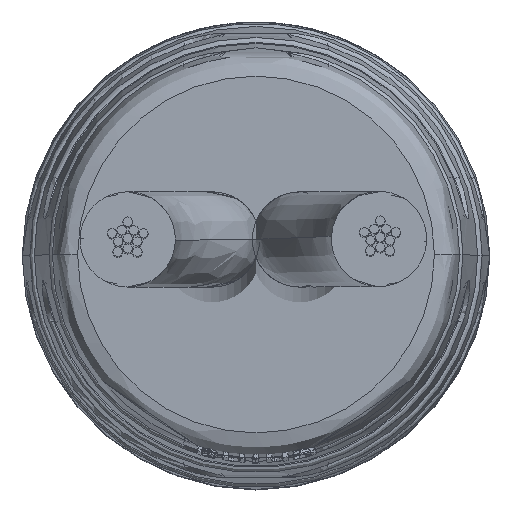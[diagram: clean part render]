
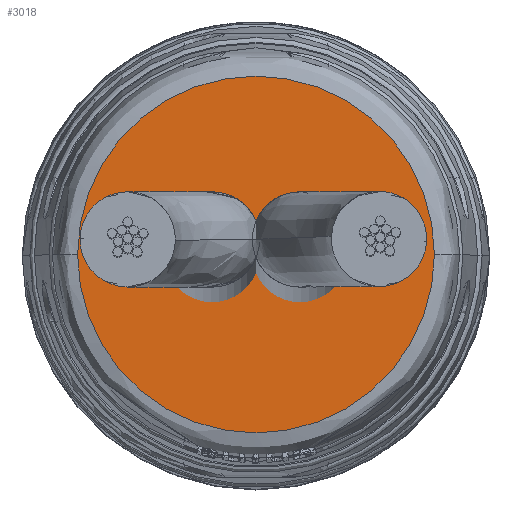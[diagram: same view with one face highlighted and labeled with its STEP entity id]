
A CAD part, top view. The second image highlights one B-rep face of the part: STEP entity #3018.
In plain terms, the highlighted face is planar.
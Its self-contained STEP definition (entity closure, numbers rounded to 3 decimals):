
#398 = CARTESIAN_POINT ( 'NONE',  ( 22.5, 0., -2.9 ) ) ;
#642 = ORIENTED_EDGE ( 'NONE', *, *, #18700, .T. ) ;
#673 = VERTEX_POINT ( 'NONE', #4503 ) ;
#1461 = AXIS2_PLACEMENT_3D ( 'NONE', #398, #15053, #9431 ) ;
#2023 = EDGE_LOOP ( 'NONE', ( #9003, #642 ) ) ;
#3018 = ADVANCED_FACE ( 'NONE', ( #12198 ), #16849, .T. ) ;
#3108 = DIRECTION ( 'NONE',  ( 1., 0., 0. ) ) ;
#3430 = AXIS2_PLACEMENT_3D ( 'NONE', #4315, #3108, #16122 ) ;
#4315 = CARTESIAN_POINT ( 'NONE',  ( 22.5, 0., 0. ) ) ;
#4503 = CARTESIAN_POINT ( 'NONE',  ( 22.5, 0., -2.9 ) ) ;
#6082 = DIRECTION ( 'NONE',  ( 0., 0., -1. ) ) ;
#6191 = EDGE_CURVE ( 'NONE', #673, #23040, #9459, .T. ) ;
#6816 = CARTESIAN_POINT ( 'NONE',  ( 22.5, 0., 2.9 ) ) ;
#9003 = ORIENTED_EDGE ( 'NONE', *, *, #6191, .T. ) ;
#9431 = DIRECTION ( 'NONE',  ( 0., 0., -1. ) ) ;
#9459 = CIRCLE ( 'NONE', #3430, 2.9 ) ;
#12198 = FACE_OUTER_BOUND ( 'NONE', #2023, .T. ) ;
#13461 = CARTESIAN_POINT ( 'NONE',  ( 22.5, 0., 0. ) ) ;
#15053 = DIRECTION ( 'NONE',  ( 1., 0., 0. ) ) ;
#16122 = DIRECTION ( 'NONE',  ( 0., 0., -1. ) ) ;
#16849 = PLANE ( 'NONE',  #1461 ) ;
#17026 = CIRCLE ( 'NONE', #17454, 2.9 ) ;
#17454 = AXIS2_PLACEMENT_3D ( 'NONE', #13461, #23005, #6082 ) ;
#18700 = EDGE_CURVE ( 'NONE', #23040, #673, #17026, .T. ) ;
#23005 = DIRECTION ( 'NONE',  ( 1., 0., 0. ) ) ;
#23040 = VERTEX_POINT ( 'NONE', #6816 ) ;
